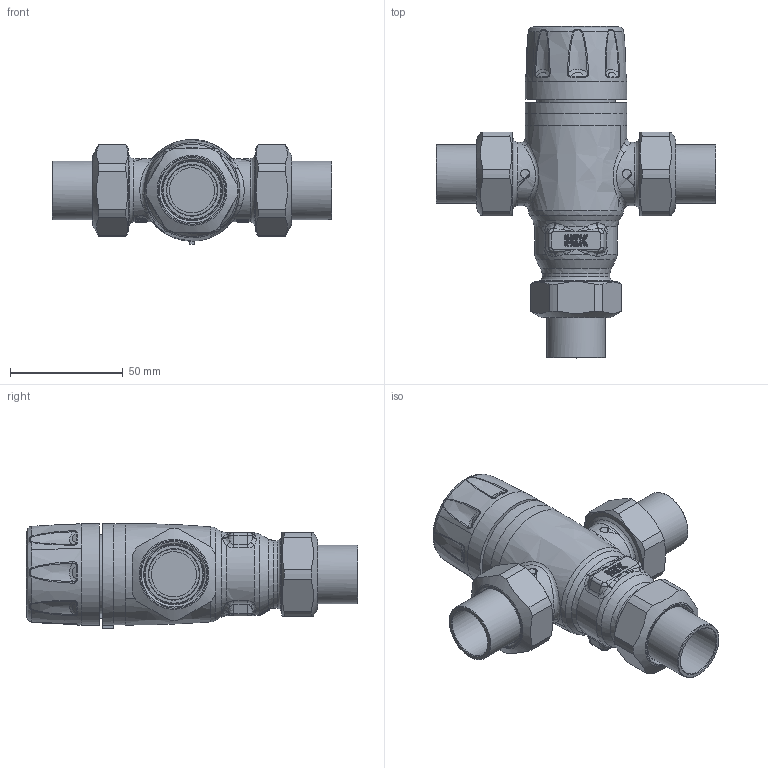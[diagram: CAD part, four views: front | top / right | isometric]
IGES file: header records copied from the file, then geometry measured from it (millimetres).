
Global section: file name: 521509A; native system: Autodesk Inventor 2024; preprocessor: unknown; author: ischreiner; date: 20250610.142358; units: inch
Bounding box: 124 x 147.05 x 46.47 mm (x, y, z)
Volume: 222152.8 mm3; surface area: 50177.5 mm2
Topology: 7 solids, 7 shells, 1249 faces, 2939 edges, 1634 vertices
Faces by surface type: bspline 1249
